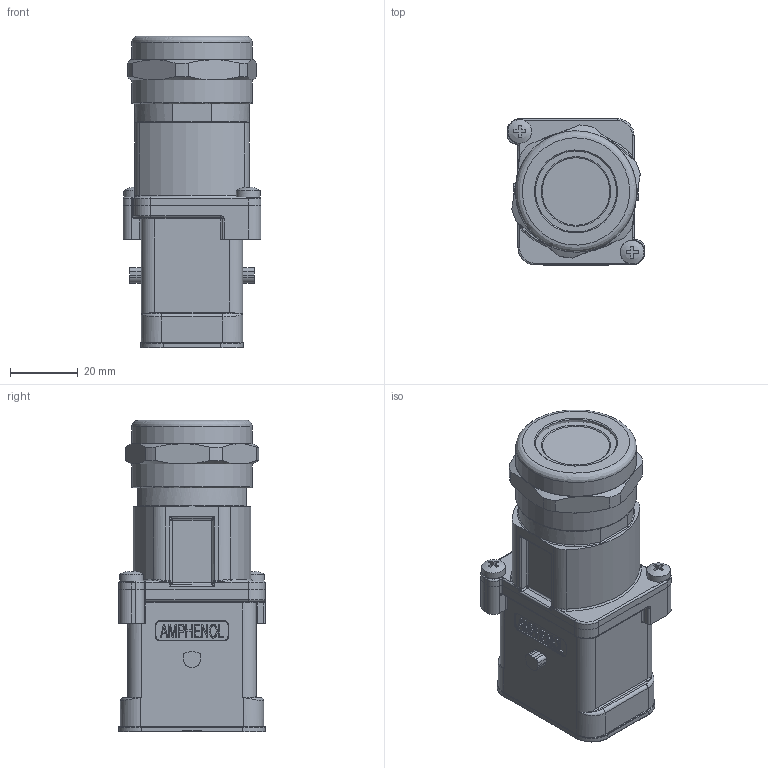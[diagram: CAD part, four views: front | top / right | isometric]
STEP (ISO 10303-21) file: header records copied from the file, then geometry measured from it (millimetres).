
FILE_DESCRIPTION(/* description */ (''),/* implementation_level */ '2;1');
FILE_NAME(/* name */ 'c148 10g006 202 1nxc001-01_214.stp',/* time_stamp */ '2023-01-27T08:52:45+01:00',/* author */ (''),/* organization */ (''),/* preprocessor_version */ 'ST-DEVELOPER v18.1',/* originating_system */ 'SIEMENS PLM Software NX 2000',/* authorisation */ '');
FILE_SCHEMA (('AUTOMOTIVE_DESIGN { 1 0 10303 214 3 1 1 1 }'));
Products named in the file (14): org  26.0x1.5  cr 50shnxm001-01; n 16 023 1001nxm001-04; n 06 020 0011nxm001-01; c148 n04 000 e1nxm001-02; c148 n06 000 e1nxm001-02; c148 g10 003 e1nxm001-03; c148 n05 041 e1nxm001-03; n 03 040 0022 1nxm001-01; n 16 034 0001nxm001-02; c148 g14 00x x1nxm001-02; n 16 020 1000nxm001-01; c148 g10 000 g1nxm001-01; c148 10g006 202 1nxm001-01; c148 10g006 202 1nxc001-01
Assembly tree (14 placements, depth 4):
  c148 10g006 202 1nxc001-01
    c148 10g006 202 1nxm001-01
      c148 g10 000 g1nxm001-01
        c148 n05 041 e1nxm001-03
        c148 g10 003 e1nxm001-03
        c148 n06 000 e1nxm001-02
        c148 n04 000 e1nxm001-02
      c148 g14 00x x1nxm001-02
      n 16 034 0001nxm001-02
      n 03 040 0022 1nxm001-01  x2
      n 16 020 1000nxm001-01
        n 06 020 0011nxm001-01
        n 16 023 1001nxm001-04
        org  26.0x1.5  cr 50shnxm001-01
Bounding box: 40.8 x 43.5 x 92.37 mm (x, y, z)
Volume: 128924.9 mm3; surface area: 60193 mm2
Topology: 12 solids, 12 shells, 2116 faces, 5672 edges, 3572 vertices
Faces by surface type: plane 974, cylinder 635, bspline 335, cone 108, sphere 28, extrusion 24, torus 12
Full cylindrical faces by diameter (mm): 3.2 x4, 4 x2, 4.4 x2, 5 x1, 5.7 x1, 5.8 x1, 7 x5, 20 x1, 23 x2, 24 x2, 25.5 x1, 25.7 x1, 25.8 x1, 27 x1, 27.6 x1, 28 x3, 29 x2, 29.8 x1, 30 x1, 32 x3, 34.2 x1, 35.8 x4
Entity records: 87106 total; most frequent: CARTESIAN_POINT 24913, ORIENTED_EDGE 10936, DIRECTION 9552, EDGE_CURVE 5468, VERTEX_POINT 3532, AXIS2_PLACEMENT_3D 3447, VECTOR 2658, LINE 2634
